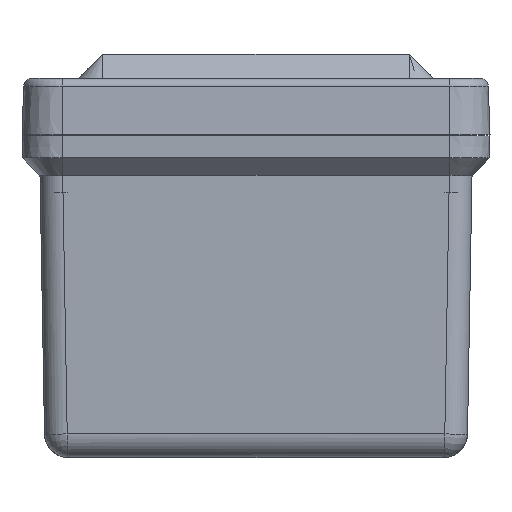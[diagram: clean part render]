
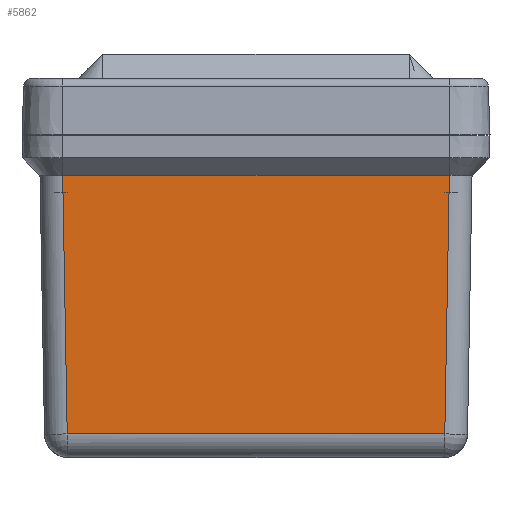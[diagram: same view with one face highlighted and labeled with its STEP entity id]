
A CAD part, front view. The second image highlights one B-rep face of the part: STEP entity #5862.
In plain terms, the highlighted face is planar.
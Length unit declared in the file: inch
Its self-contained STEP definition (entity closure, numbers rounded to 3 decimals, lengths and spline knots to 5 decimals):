
#519=LINE($,#10966,#883);
#527=LINE($,#11004,#891);
#531=LINE($,#11074,#895);
#532=LINE($,#11076,#896);
#883=VECTOR($,#7525,2.92494);
#891=VECTOR($,#7547,2.00268);
#895=VECTOR($,#7569,2.00268);
#896=VECTOR($,#7572,2.99483);
#1163=PLANE($,#6356);
#1427=FACE_OUTER_BOUND($,#1799,.T.);
#1799=EDGE_LOOP($,(#4574,#4575,#4576,#4577));
#2715=VERTEX_POINT($,#10736);
#2717=VERTEX_POINT($,#10962);
#2724=VERTEX_POINT($,#11003);
#2733=VERTEX_POINT($,#11072);
#3402=EDGE_CURVE($,#2715,#2717,#519,.T.);
#3413=EDGE_CURVE($,#2717,#2724,#527,.T.);
#3426=EDGE_CURVE($,#2733,#2715,#531,.T.);
#3427=EDGE_CURVE($,#2724,#2733,#532,.T.);
#4574=ORIENTED_EDGE($,*,*,#3402,.F.);
#4575=ORIENTED_EDGE($,*,*,#3426,.F.);
#4576=ORIENTED_EDGE($,*,*,#3427,.F.);
#4577=ORIENTED_EDGE($,*,*,#3413,.F.);
#5862=ADVANCED_FACE($,(#1427),#1163,.T.);
#6356=AXIS2_PLACEMENT_3D($,#11075,#7570,#7571);
#7525=DIRECTION($,(1.,0.,0.));
#7547=DIRECTION($,(0.017,1.,-0.017));
#7569=DIRECTION($,(0.017,-1.,0.017));
#7570=DIRECTION('center_axis',(0.,-0.017,-1.));
#7571=DIRECTION('ref_axis',(1.,0.,0.));
#7572=DIRECTION($,(-1.,0.,0.));
#10736=CARTESIAN_POINT('',(-1.46247,0.18423,-8.49899));
#10962=CARTESIAN_POINT('',(1.46247,0.18423,-8.49899));
#10966=CARTESIAN_POINT($,(-1.46247,0.18423,-8.49899));
#11003=CARTESIAN_POINT('',(1.49742,2.1863,-8.53394));
#11004=CARTESIAN_POINT($,(1.46247,0.18423,-8.49899));
#11072=CARTESIAN_POINT('',(-1.49742,2.1863,-8.53394));
#11074=CARTESIAN_POINT($,(-1.49742,2.1863,-8.53394));
#11075=CARTESIAN_POINT('Origin',(-1.5,2.1863,-8.53394));
#11076=CARTESIAN_POINT($,(1.49742,2.1863,-8.53394));
